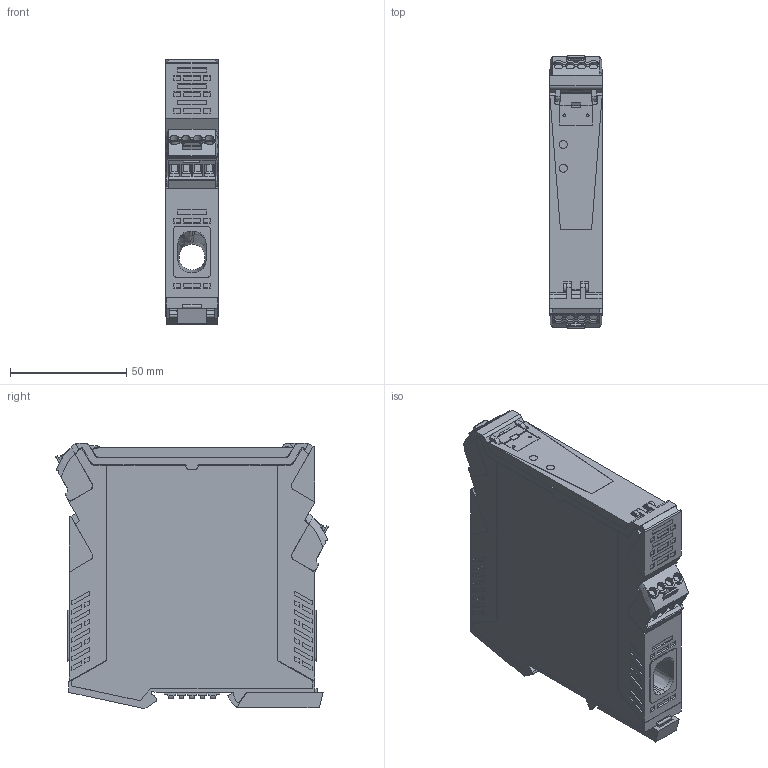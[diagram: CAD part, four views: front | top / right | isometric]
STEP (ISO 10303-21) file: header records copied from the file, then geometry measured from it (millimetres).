
FILE_DESCRIPTION(('CATIA V5 STEP Exchange','CAx-IF Rec.Pracs.--- Model Styling and Organization---1.4--- 2014-01-23'),'2;1');
FILE_NAME ('9721744_6', '2019-02-22T09:06:22+00:00', ('none'), ('Weidmueller'), 'CATIA Version 5-6 Release 2016 SP3 HF44', 'CATIA V5 STEP AP214', 'none');
FILE_SCHEMA(('AUTOMOTIVE_DESIGN { 1 0 10303 214 1 1 1 1 }'));
Products named in the file (1): 1510240000
Bounding box: 22.5 x 117.21 x 114.02 mm (x, y, z)
Volume: 243156.6 mm3; surface area: 57293.2 mm2
Topology: 25 solids, 25 shells, 1556 faces, 4559 edges, 3154 vertices
Faces by surface type: plane 1222, cylinder 249, extrusion 47, bspline 24, revolution 8, sphere 6
Entity records: 52141 total; most frequent: CARTESIAN_POINT 12425, ORIENTED_EDGE 9110, DIRECTION 5803, EDGE_CURVE 4550, VECTOR 3453, LINE 3406, VERTEX_POINT 3148, EDGE_LOOP 1685
